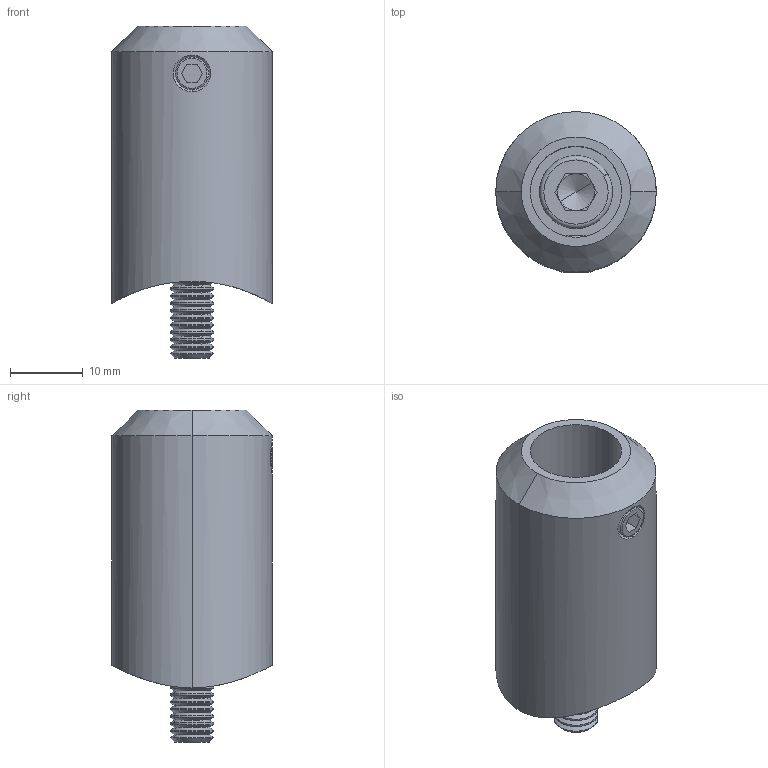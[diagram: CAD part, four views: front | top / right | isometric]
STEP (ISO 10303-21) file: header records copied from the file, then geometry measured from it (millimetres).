
FILE_DESCRIPTION (( 'STEP AP203' ), '1' );
FILE_NAME ('50535-240-42.step', '2020-10-02T11:41:47', ( '' ), ( '' ), 'SwSTEP 2.0', 'SolidWorks 2018', '' );
FILE_SCHEMA (( 'CONFIG_CONTROL_DESIGN' ));
Length unit declared in the file: millimetre
Products named in the file (7): 50535-240-XX Teil1_50535-240-42 Teil1; socket set screw flat point_din; 50535-240-XX Teil1; 50535-240-42; socket head cap screw_din_DIN 912 M6 x 16 --- 16S; socket set screw flat point_din_DIN 913 - M5 x 5-S; socket head cap screw_din
Assembly tree (3 placements, depth 2):
  socket set screw flat point_din
  50535-240-XX Teil1
  50535-240-42
    50535-240-XX Teil1_50535-240-42 Teil1
    socket set screw flat point_din_DIN 913 - M5 x 5-S
    socket head cap screw_din_DIN 912 M6 x 16 --- 16S
  socket head cap screw_din
Bounding box: 22 x 22 x 45.5 mm (x, y, z)
Volume: 9975.9 mm3; surface area: 5396.6 mm2
Topology: 3 solids, 3 shells, 441 faces, 1183 edges, 759 vertices
Faces by surface type: plane 168, bspline 118, cone 86, cylinder 65, torus 4
Entity records: 21421 total; most frequent: CARTESIAN_POINT 10455, ORIENTED_EDGE 2362, DIRECTION 1842, EDGE_CURVE 1181, VERTEX_POINT 759, LINE 618, VECTOR 618, AXIS2_PLACEMENT_3D 612
